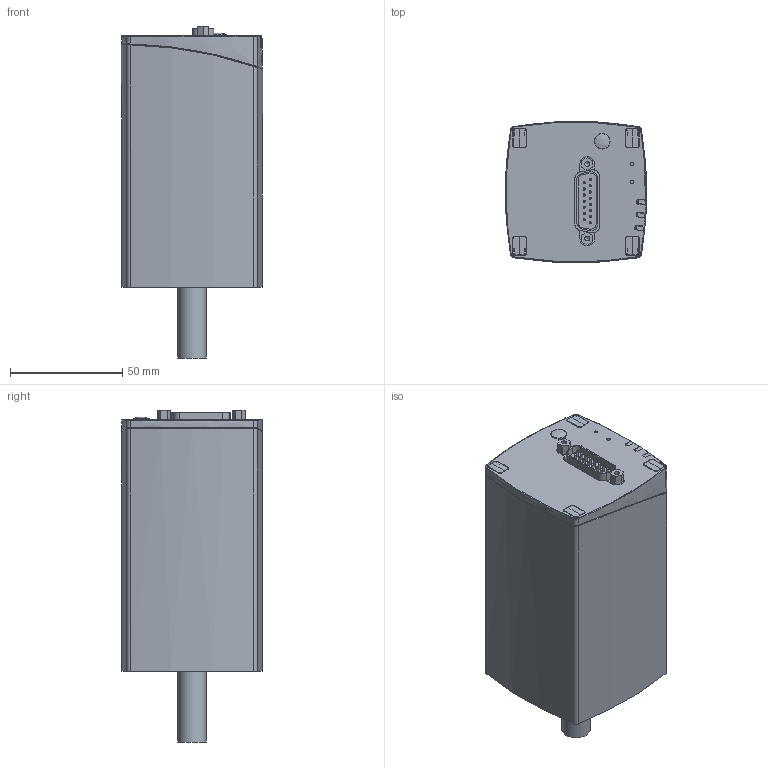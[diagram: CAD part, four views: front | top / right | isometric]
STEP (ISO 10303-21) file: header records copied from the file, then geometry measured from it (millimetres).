
FILE_DESCRIPTION(/* description */ (''),/* implementation_level */ '2;1');
FILE_NAME(/* name */ 'MCDG045D2_tube.stp',/* time_stamp */ '2017-09-14T11:27:43+02:00',/* author */ ('STUJ'),/* organization */ (''),/* preprocessor_version */ 'ST-DEVELOPER v16.1',/* originating_system */ 'Autodesk Inventor 2016',/* authorisation */ '');
FILE_SCHEMA (('AUTOMOTIVE_DESIGN { 1 0 10303 214 3 1 1 }'));
Length unit declared in the file: millimetre
Products named in the file (1): Bauteil2
Bounding box: 63 x 62.79 x 148.1 mm (x, y, z)
Volume: 423978.2 mm3; surface area: 37742.4 mm2
Topology: 1 solids, 4 shells, 870 faces, 2275 edges, 1439 vertices
Faces by surface type: plane 325, cylinder 298, bspline 139, torus 52, sphere 35, cone 21
Full cylindrical faces by diameter (mm): 1 x15, 1.5 x2, 2.156 x2, 2.5 x1, 2.845 x2, 3.2 x2, 4.5 x1, 7 x1, 10.2 x1, 12.7 x1, 14 x1
Entity records: 34646 total; most frequent: CARTESIAN_POINT 13130, ORIENTED_EDGE 4322, DIRECTION 4132, EDGE_CURVE 2158, AXIS2_PLACEMENT_3D 1526, VERTEX_POINT 1398, LINE 1080, VECTOR 1080
